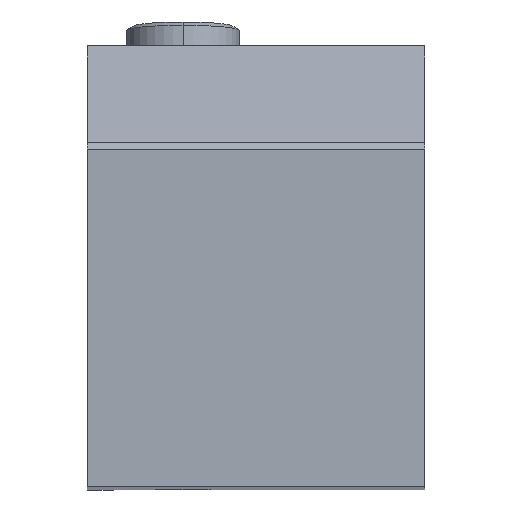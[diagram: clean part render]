
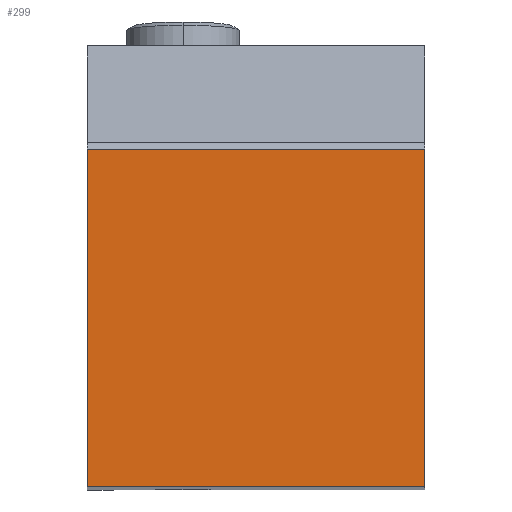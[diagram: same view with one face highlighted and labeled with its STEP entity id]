
A CAD part, top view. The second image highlights one B-rep face of the part: STEP entity #299.
In plain terms, the highlighted planar face has unit normal (0, 0, 1).
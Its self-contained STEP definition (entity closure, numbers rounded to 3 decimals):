
#246=FACE_OUTER_BOUND('',#401,.T.);
#299=ADVANCED_FACE('',(#246),#349,.T.);
#349=PLANE('',#1301);
#401=EDGE_LOOP('',(#578,#579,#580,#581));
#578=ORIENTED_EDGE('',*,*,#933,.T.);
#579=ORIENTED_EDGE('',*,*,#934,.F.);
#580=ORIENTED_EDGE('',*,*,#883,.T.);
#581=ORIENTED_EDGE('',*,*,#925,.T.);
#782=VERTEX_POINT('',#1770);
#783=VERTEX_POINT('',#1772);
#811=VERTEX_POINT('',#2025);
#816=VERTEX_POINT('',#2038);
#883=EDGE_CURVE('',#783,#782,#1021,.T.);
#925=EDGE_CURVE('',#782,#811,#1040,.T.);
#933=EDGE_CURVE('',#811,#816,#1045,.T.);
#934=EDGE_CURVE('',#783,#816,#1046,.T.);
#1021=LINE('',#1771,#1105);
#1040=LINE('',#2024,#1124);
#1045=LINE('',#2039,#1129);
#1046=LINE('',#2041,#1130);
#1105=VECTOR('',#1433,1.);
#1124=VECTOR('',#1490,1.);
#1129=VECTOR('',#1503,1.);
#1130=VECTOR('',#1506,1.);
#1301=AXIS2_PLACEMENT_3D('',#2042,#1507,#1508);
#1433=DIRECTION('',(0.,-1.,0.));
#1490=DIRECTION('',(1.,0.,0.));
#1503=DIRECTION('',(0.,1.,0.));
#1506=DIRECTION('',(1.,0.,0.));
#1507=DIRECTION('',(0.,0.,1.));
#1508=DIRECTION('',(-1.,0.,0.));
#1770=CARTESIAN_POINT('',(-25.4,0.,0.));
#1771=CARTESIAN_POINT('',(-25.4,25.4,0.));
#1772=CARTESIAN_POINT('',(-25.4,25.4,0.));
#2024=CARTESIAN_POINT('',(-25.4,0.,0.));
#2025=CARTESIAN_POINT('',(0.,0.,0.));
#2038=CARTESIAN_POINT('',(0.,25.4,0.));
#2039=CARTESIAN_POINT('',(0.,0.,0.));
#2041=CARTESIAN_POINT('',(-25.4,25.4,0.));
#2042=CARTESIAN_POINT('',(-12.7,12.7,0.));
